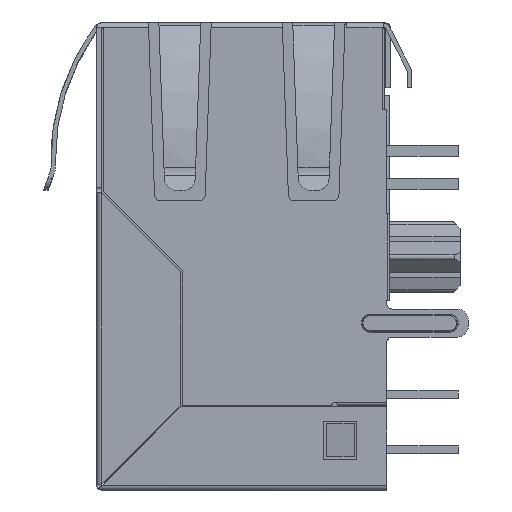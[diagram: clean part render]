
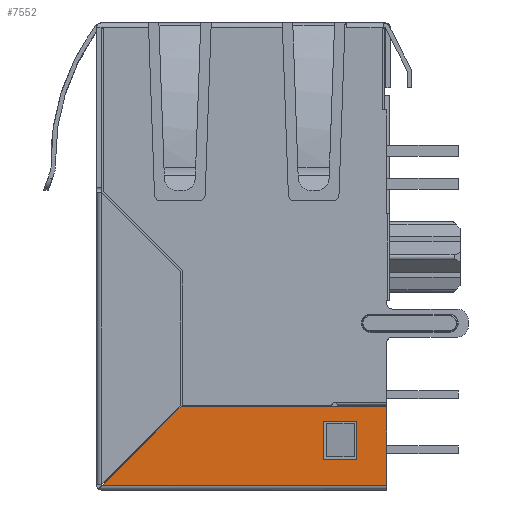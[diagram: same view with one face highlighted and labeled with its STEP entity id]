
A CAD part, left-side view. The second image highlights one B-rep face of the part: STEP entity #7552.
In plain terms, the highlighted planar face has unit normal (-1, 0, 0).
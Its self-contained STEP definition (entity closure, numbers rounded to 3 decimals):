
#1075 = EDGE_CURVE ( 'NONE', #15438, #15435, #21173, .T. ) ;
#1078 = EDGE_CURVE ( 'NONE', #15435, #15430, #8346, .T. ) ;
#1080 = EDGE_CURVE ( 'NONE', #15430, #15433, #8342, .T. ) ;
#1082 = EDGE_CURVE ( 'NONE', #15433, #15438, #8352, .T. ) ;
#1086 = EDGE_CURVE ( 'NONE', #15427, #15425, #8360, .T. ) ;
#1194 = EDGE_CURVE ( 'NONE', #15346, #15427, #8537, .T. ) ;
#1198 = EDGE_CURVE ( 'NONE', #15365, #15346, #8545, .T. ) ;
#1526 = EDGE_CURVE ( 'NONE', #15425, #15365, #2914, .T. ) ;
#2336 = CARTESIAN_POINT ( 'NONE',  ( -8.014, -6.642, -21.285 ) ) ;
#2337 = DIRECTION ( 'NONE',  ( 0., 0., 1. ) ) ;
#2914 = LINE ( 'NONE', #2336, #2917 ) ;
#2917 = VECTOR ( 'NONE', #2337, 1000. ) ;
#5615 = DIRECTION ( 'NONE',  ( 0., 1., 0. ) ) ;
#5626 = CARTESIAN_POINT ( 'NONE',  ( -8.014, 6.491, -17.445 ) ) ;
#5677 = DIRECTION ( 'NONE',  ( 0., 0.707, -0.707 ) ) ;
#5699 = CARTESIAN_POINT ( 'NONE',  ( -8.014, 2.853, -17.445 ) ) ;
#6855 = PLANE ( 'NONE',  #24333 ) ;
#6862 = CARTESIAN_POINT ( 'NONE',  ( -8.014, 6.491, -17.445 ) ) ;
#6863 = DIRECTION ( 'NONE',  ( -1., 0., 0. ) ) ;
#6864 = DIRECTION ( 'NONE',  ( 0., 0., 1. ) ) ;
#7552 = ADVANCED_FACE ( 'NONE', ( #14426, #14430 ), #6855, .T. ) ;
#8342 = LINE ( 'NONE', #18718, #8351 ) ;
#8346 = LINE ( 'NONE', #18725, #8347 ) ;
#8347 = VECTOR ( 'NONE', #18716, 1000. ) ;
#8351 = VECTOR ( 'NONE', #18706, 1000. ) ;
#8352 = LINE ( 'NONE', #18702, #8355 ) ;
#8355 = VECTOR ( 'NONE', #18701, 1000. ) ;
#8360 = LINE ( 'NONE', #18695, #8361 ) ;
#8361 = VECTOR ( 'NONE', #18711, 1000. ) ;
#8537 = LINE ( 'NONE', #5699, #8540 ) ;
#8540 = VECTOR ( 'NONE', #5677, 1000. ) ;
#8545 = LINE ( 'NONE', #5626, #8548 ) ;
#8548 = VECTOR ( 'NONE', #5615, 1000. ) ;
#14426 = FACE_OUTER_BOUND ( 'NONE', #17651, .T. ) ;
#14430 = FACE_BOUND ( 'NONE', #17645, .T. ) ;
#15346 = VERTEX_POINT ( 'NONE', #21248 ) ;
#15365 = VERTEX_POINT ( 'NONE', #21256 ) ;
#15425 = VERTEX_POINT ( 'NONE', #21300 ) ;
#15427 = VERTEX_POINT ( 'NONE', #21294 ) ;
#15430 = VERTEX_POINT ( 'NONE', #21303 ) ;
#15433 = VERTEX_POINT ( 'NONE', #21305 ) ;
#15435 = VERTEX_POINT ( 'NONE', #21301 ) ;
#15438 = VERTEX_POINT ( 'NONE', #21304 ) ;
#15634 = ORIENTED_EDGE ( 'NONE', *, *, #1078, .T. ) ;
#15635 = ORIENTED_EDGE ( 'NONE', *, *, #1075, .T. ) ;
#15636 = ORIENTED_EDGE ( 'NONE', *, *, #1082, .T. ) ;
#15637 = ORIENTED_EDGE ( 'NONE', *, *, #1080, .T. ) ;
#15638 = ORIENTED_EDGE ( 'NONE', *, *, #1198, .T. ) ;
#15639 = ORIENTED_EDGE ( 'NONE', *, *, #1526, .T. ) ;
#15640 = ORIENTED_EDGE ( 'NONE', *, *, #1086, .T. ) ;
#15641 = ORIENTED_EDGE ( 'NONE', *, *, #1194, .T. ) ;
#17645 = EDGE_LOOP ( 'NONE', ( #15637, #15636, #15635, #15634 ) ) ;
#17651 = EDGE_LOOP ( 'NONE', ( #15641, #15640, #15639, #15638 ) ) ;
#18695 = CARTESIAN_POINT ( 'NONE',  ( -8.014, 6.491, -21.082 ) ) ;
#18701 = DIRECTION ( 'NONE',  ( 0., -1., 0. ) ) ;
#18702 = CARTESIAN_POINT ( 'NONE',  ( -8.014, 6.491, -18.108 ) ) ;
#18706 = DIRECTION ( 'NONE',  ( 0., 0., 1. ) ) ;
#18711 = DIRECTION ( 'NONE',  ( 0., -1., 0. ) ) ;
#18716 = DIRECTION ( 'NONE',  ( 0., 1., 0. ) ) ;
#18718 = CARTESIAN_POINT ( 'NONE',  ( -8.014, -3.737, -17.445 ) ) ;
#18725 = CARTESIAN_POINT ( 'NONE',  ( -8.014, 6.491, -19.886 ) ) ;
#18732 = CARTESIAN_POINT ( 'NONE',  ( -8.014, -5.261, -17.445 ) ) ;
#18735 = DIRECTION ( 'NONE',  ( 0., 0., -1. ) ) ;
#21173 = LINE ( 'NONE', #18732, #21174 ) ;
#21174 = VECTOR ( 'NONE', #18735, 1000. ) ;
#21248 = CARTESIAN_POINT ( 'NONE',  ( -8.014, 2.853, -17.445 ) ) ;
#21256 = CARTESIAN_POINT ( 'NONE',  ( -8.014, -6.642, -17.445 ) ) ;
#21294 = CARTESIAN_POINT ( 'NONE',  ( -8.014, 6.491, -21.082 ) ) ;
#21300 = CARTESIAN_POINT ( 'NONE',  ( -8.014, -6.642, -21.082 ) ) ;
#21301 = CARTESIAN_POINT ( 'NONE',  ( -8.014, -5.261, -19.886 ) ) ;
#21303 = CARTESIAN_POINT ( 'NONE',  ( -8.014, -3.737, -19.886 ) ) ;
#21304 = CARTESIAN_POINT ( 'NONE',  ( -8.014, -5.261, -18.108 ) ) ;
#21305 = CARTESIAN_POINT ( 'NONE',  ( -8.014, -3.737, -18.108 ) ) ;
#24333 = AXIS2_PLACEMENT_3D ( 'NONE', #6862, #6863, #6864 ) ;
